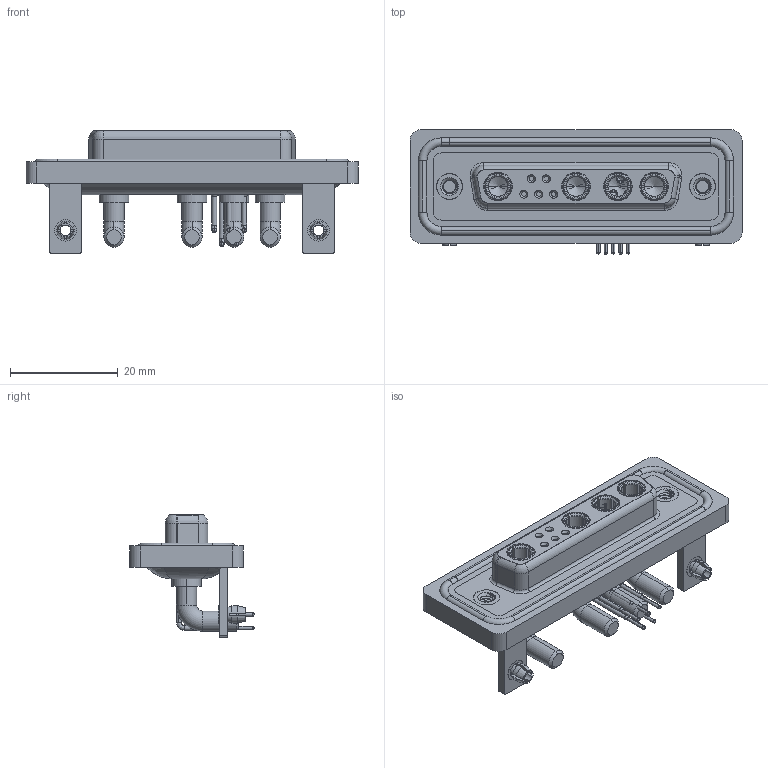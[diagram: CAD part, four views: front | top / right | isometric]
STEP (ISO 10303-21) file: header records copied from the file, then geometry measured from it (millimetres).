
FILE_DESCRIPTION (( 'STEP AP203' ), '1' );
FILE_NAME ('630W9W4-340-4N3.STEP', '2024-04-12T01:10:52', ( '' ), ( '' ), 'SwSTEP 2.0', 'SolidWorks 2023', '' );
FILE_SCHEMA (( 'CONFIG_CONTROL_DESIGN' ));
Length unit declared in the file: millimetre
Products named in the file (11): 630Combo Shell Front_25 Contacts; 630Combo Contact Row 1_50 Contacts; 630Combo Shell Rear_25 Contacts; Power Socket_40A RA; 630Combo Contact Row 2_50 Contacts; 630Combo Waterproof Housing_25 Contacts; 630Combo Stabilizer Bracket_50 Contacts; 630Combo Housing_9W4; 630W9W4-340-4N3; 630Combo Board Lock_50 Contacts; 630Combo Threaded Rivet_2
Assembly tree (19 placements, depth 2):
  630W9W4-340-4N3
    630Combo Housing_9W4
    630Combo Shell Front_25 Contacts
    630Combo Shell Rear_25 Contacts
    630Combo Threaded Rivet_2  x2
    630Combo Stabilizer Bracket_50 Contacts  x2
    630Combo Board Lock_50 Contacts  x2
    Power Socket_40A RA  x4
    630Combo Contact Row 1_50 Contacts  x2
    630Combo Contact Row 2_50 Contacts  x3
    630Combo Waterproof Housing_25 Contacts
Bounding box: 61.75 x 23.12 x 22.8 mm (x, y, z)
Volume: 9145.1 mm3; surface area: 15167.7 mm2
Topology: 24 solids, 24 shells, 1103 faces, 2836 edges, 1807 vertices
Faces by surface type: cylinder 459, plane 364, cone 151, torus 95, bspline 34
Entity records: 23460 total; most frequent: CARTESIAN_POINT 5828, DIRECTION 3614, ORIENTED_EDGE 3300, EDGE_CURVE 1650, AXIS2_PLACEMENT_3D 1454, VERTEX_POINT 1057, CIRCLE 787, EDGE_LOOP 745
